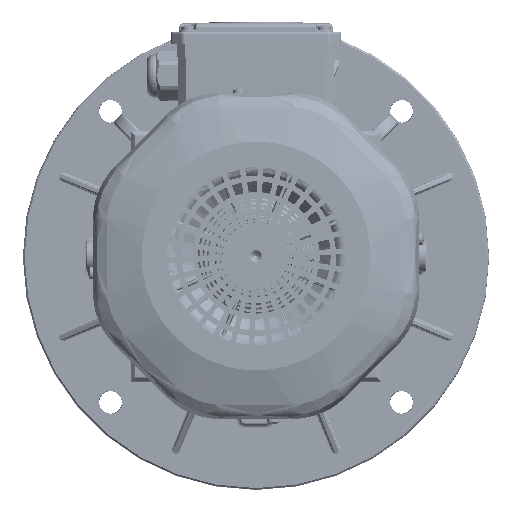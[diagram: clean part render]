
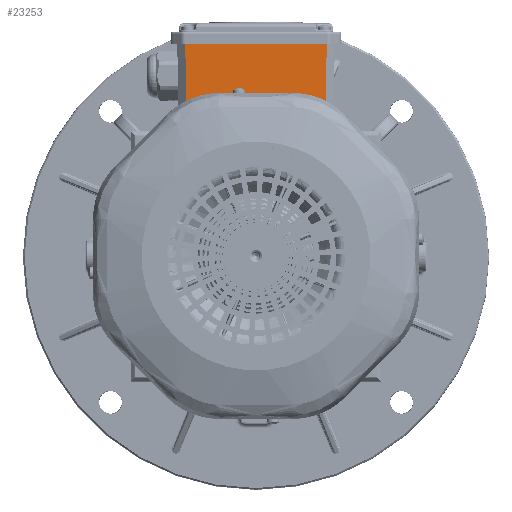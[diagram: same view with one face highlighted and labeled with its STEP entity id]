
A CAD part, top view. The second image highlights one B-rep face of the part: STEP entity #23253.
In plain terms, the highlighted planar face has unit normal (0, -0.018, 1).
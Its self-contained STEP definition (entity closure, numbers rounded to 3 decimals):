
#23253=ADVANCED_FACE('',(#32618),#25135,.T.);
#25135=PLANE('',#148314);
#32618=FACE_OUTER_BOUND('',#41021,.T.);
#41021=EDGE_LOOP('',(#76793,#76794,#76795,#76796));
#76793=ORIENTED_EDGE('',*,*,#112101,.T.);
#76794=ORIENTED_EDGE('',*,*,#112100,.F.);
#76795=ORIENTED_EDGE('',*,*,#112102,.F.);
#76796=ORIENTED_EDGE('',*,*,#112103,.T.);
#91093=VERTEX_POINT('',#310823);
#91096=VERTEX_POINT('',#310828);
#91097=VERTEX_POINT('',#310832);
#91098=VERTEX_POINT('',#310834);
#112100=EDGE_CURVE('',#91096,#91093,#119711,.T.);
#112101=EDGE_CURVE('',#91097,#91093,#119712,.T.);
#112102=EDGE_CURVE('',#91098,#91096,#119713,.T.);
#112103=EDGE_CURVE('',#91098,#91097,#119714,.T.);
#119711=LINE('',#310829,#126085);
#119712=LINE('',#310831,#126086);
#119713=LINE('',#310833,#126087);
#119714=LINE('',#310835,#126088);
#126085=VECTOR('',#183196,1.);
#126086=VECTOR('',#183199,1.);
#126087=VECTOR('',#183200,1.);
#126088=VECTOR('',#183201,1.);
#148314=AXIS2_PLACEMENT_3D('',#310836,#183202,#183203);
#183196=DIRECTION('',(-0.007,1.,0.017));
#183199=DIRECTION('',(-1.,0.,0.));
#183200=DIRECTION('',(-1.,0.,0.));
#183201=DIRECTION('',(0.007,1.,0.017));
#183202=DIRECTION('',(0.,-0.017,1.));
#183203=DIRECTION('',(0.,1.,0.017));
#310823=CARTESIAN_POINT('',(-45.457,137.,116.689));
#310828=CARTESIAN_POINT('',(-45.172,97.5,116.));
#310829=CARTESIAN_POINT('',(-45.172,97.5,116.));
#310831=CARTESIAN_POINT('',(45.172,137.,116.689));
#310832=CARTESIAN_POINT('',(45.457,137.,116.689));
#310833=CARTESIAN_POINT('',(45.172,97.5,116.));
#310834=CARTESIAN_POINT('',(45.172,97.5,116.));
#310835=CARTESIAN_POINT('',(45.172,97.5,116.));
#310836=CARTESIAN_POINT('',(45.172,97.5,116.));
